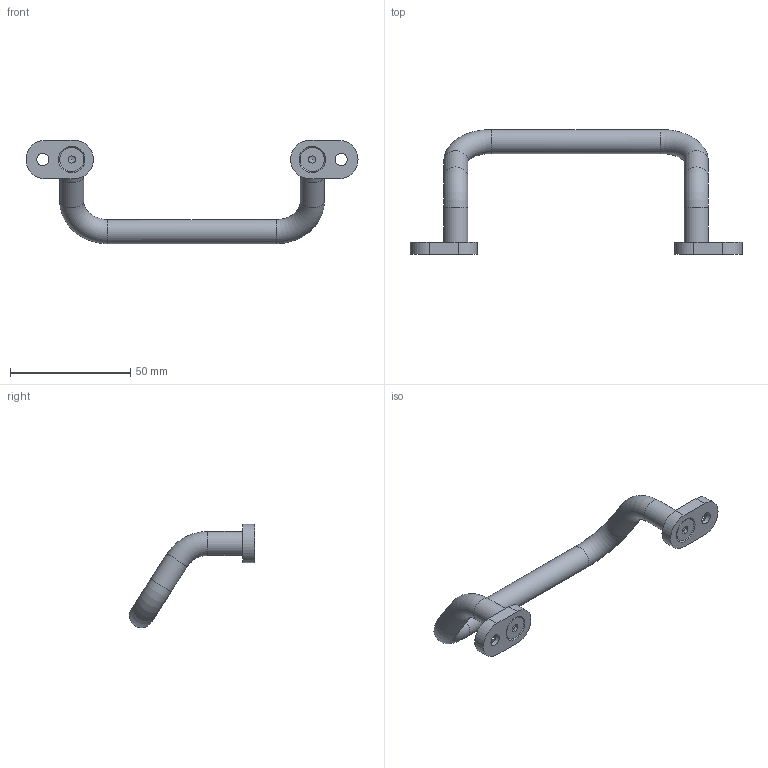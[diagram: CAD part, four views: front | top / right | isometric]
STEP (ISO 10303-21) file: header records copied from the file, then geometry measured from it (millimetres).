
FILE_DESCRIPTION(/* description */ ('STEP AP203'),/* implementation_level */ '2;1');
FILE_NAME(/* name */ 'UHFNEAG100-G',/* time_stamp */ '2023-10-02T08:54:30+02:00',/* author */ ('License CC BY-ND 4.0'),/* organization */ ('CADENAS'),/* preprocessor_version */ 'ST-DEVELOPER v19.3',/* originating_system */ 'PARTsolutions',/* authorisation */ ' ');
FILE_SCHEMA (('CONFIG_CONTROL_DESIGN'));
Length unit declared in the file: millimetre
Products named in the file (4): UHFNEAG100-G; SHFBS5-12; UHFNEAG100-G_p; UHFNEAG100-G_h
Assembly tree (5 placements, depth 2):
  UHFNEAG100-G
    SHFBS5-12  x2
    UHFNEAG100-G_p  x2
    UHFNEAG100-G_h
Bounding box: 138 x 52 x 43 mm (x, y, z)
Volume: 19136.8 mm3; surface area: 9958.6 mm2
Topology: 5 solids, 5 shells, 75 faces, 163 edges, 98 vertices
Faces by surface type: plane 38, cylinder 19, cone 14, torus 4
Full cylindrical faces by diameter (mm): 4.134 x2, 5 x6, 10 x7
Entity records: 1196 total; most frequent: DIRECTION 210, CARTESIAN_POINT 177, ORIENTED_EDGE 138, AXIS2_PLACEMENT_3D 89, FACE_BOUND 77, EDGE_LOOP 74, EDGE_CURVE 69, VERTEX_POINT 56
